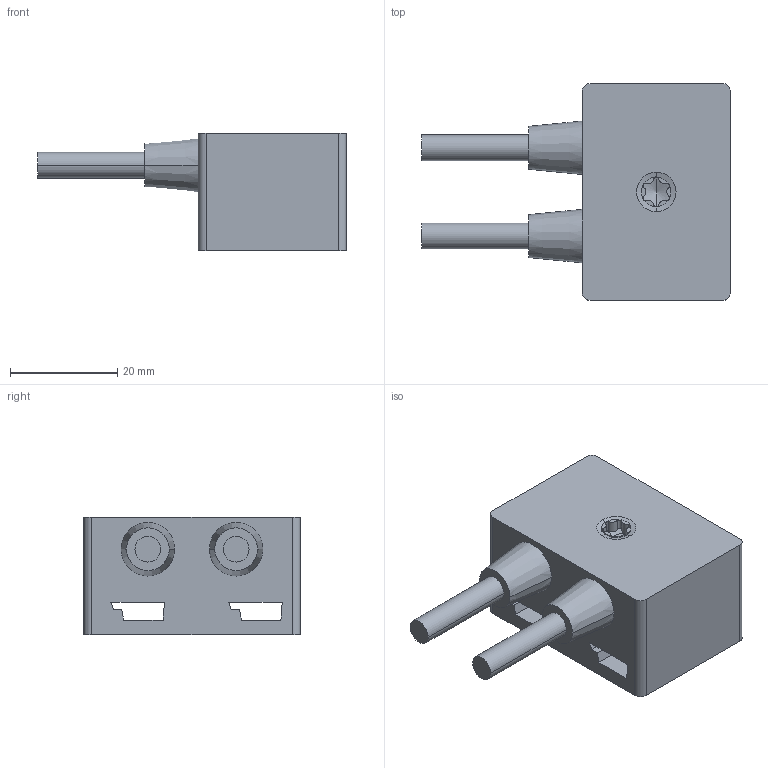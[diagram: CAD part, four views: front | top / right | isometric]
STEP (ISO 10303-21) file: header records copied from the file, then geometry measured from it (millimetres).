
FILE_DESCRIPTION((''),'2;1');
FILE_NAME('ASM0007_SW0004','2012-03-15T',('dhelisch'),(''),'PRO/ENGINEER BY PARAMETRIC TECHNOLOGY CORPORATION, 2007250','PRO/ENGINEER BY PARAMETRIC TECHNOLOGY CORPORATION, 2007250','');
FILE_SCHEMA(('CONFIG_CONTROL_DESIGN'));
Length unit declared in the file: millimetre
Products named in the file (1): ASM0007_SW0004
Bounding box: 57.7 x 40.5 x 22 mm (x, y, z)
Volume: 24980.3 mm3; surface area: 7689 mm2
Topology: 1 solids, 1 shells, 65 faces, 174 edges, 115 vertices
Faces by surface type: plane 29, cylinder 28, cone 8
Entity records: 2786 total; most frequent: CARTESIAN_POINT 668, ORIENTED_EDGE 344, DIRECTION 340, EDGE_CURVE 172, AXIS2_PLACEMENT_3D 125, VERTEX_POINT 115, VECTOR 90, LINE 90
